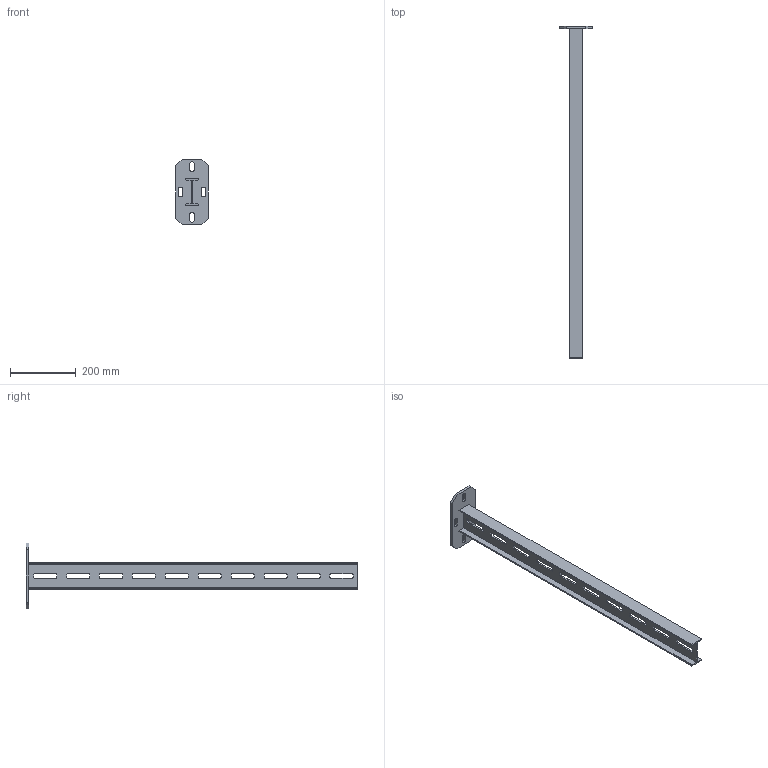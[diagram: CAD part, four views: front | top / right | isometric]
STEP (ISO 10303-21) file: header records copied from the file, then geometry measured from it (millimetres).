
FILE_DESCRIPTION((''),'2;1');
FILE_NAME('721611_ASM','2019-03-26T10:58:58',('tomasz.grudniewski'),(''),'CREO PARAMETRIC BY PTC INC, 2018400','CREO PARAMETRIC BY PTC INC, 2018400','');
FILE_SCHEMA(('CONFIG_CONTROL_DESIGN'));
Length unit declared in the file: millimetre
Products named in the file (3): PODSTAWA_WPDH_PRT; 700211_PRT; 721611_ASM
Assembly tree (2 placements, depth 2):
  721611_ASM
    PODSTAWA_WPDH_PRT
    700211_PRT
Bounding box: 100 x 1008 x 200 mm (x, y, z)
Volume: 805288.5 mm3; surface area: 343510.1 mm2
Topology: 2 solids, 2 shells, 124 faces, 360 edges, 240 vertices
Faces by surface type: plane 76, cylinder 48
Entity records: 4244 total; most frequent: CARTESIAN_POINT 729, ORIENTED_EDGE 720, DIRECTION 714, EDGE_CURVE 360, VECTOR 264, LINE 264, VERTEX_POINT 240, AXIS2_PLACEMENT_3D 225
